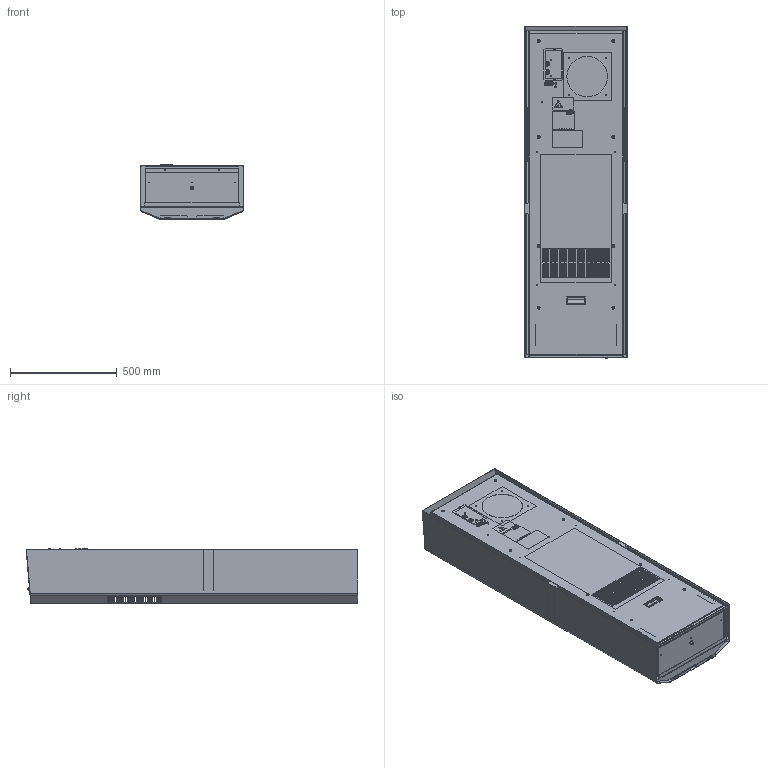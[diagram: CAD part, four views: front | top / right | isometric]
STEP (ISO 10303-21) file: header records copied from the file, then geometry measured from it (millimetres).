
FILE_DESCRIPTION (( 'STEP AP203' ), '1' );
FILE_NAME ('30298-101_PAS.STEP', '2012-11-23T03:47:31', ( 'pfannenberg' ), ( 'Microsoft' ), 'SwSTEP 2.0', 'SolidWorks 2011', '' );
FILE_SCHEMA (( 'CONFIG_CONTROL_DESIGN' ));
Products named in the file (1): 30298-101_PAS
Bounding box: 485 x 1554.47 x 257 mm (x, y, z)
Surface area: 14741441.8 mm2 (no closed solid volume)
Topology: 0 solids, 106 shells, 1095 faces, 8341 edges, 6977 vertices
Faces by surface type: plane 701, cylinder 342, bspline 23, sphere 18, torus 8, cone 3
Entity records: 88615 total; most frequent: CARTESIAN_POINT 27919, DIRECTION 11521, ORIENTED_EDGE 10652, EDGE_CURVE 8341, VERTEX_POINT 6977, LINE 5647, VECTOR 5647, AXIS2_PLACEMENT_3D 2937
